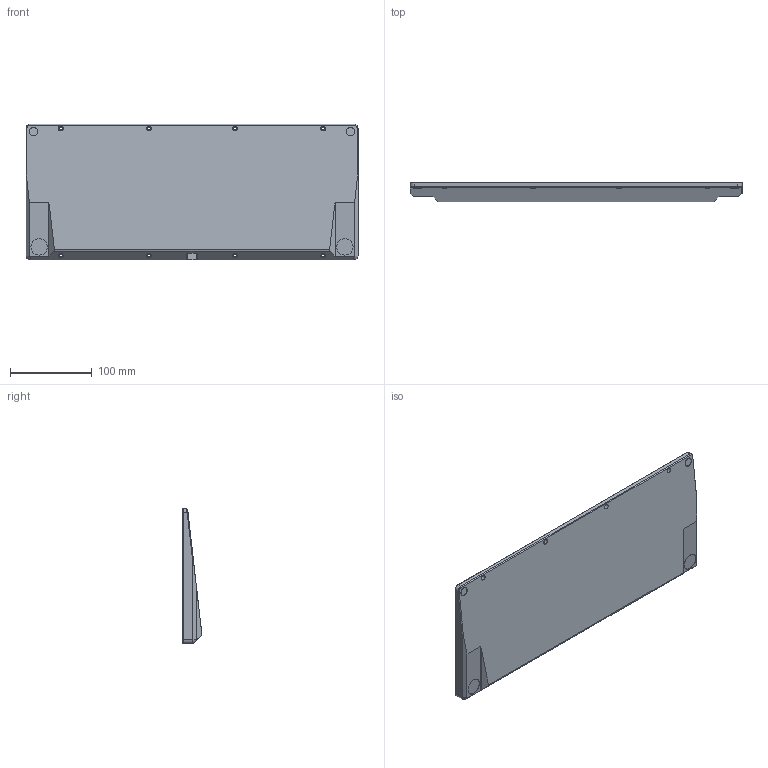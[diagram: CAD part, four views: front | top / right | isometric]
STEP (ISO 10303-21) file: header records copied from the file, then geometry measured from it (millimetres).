
FILE_DESCRIPTION(/* description */ ('Alibre Inc.'),/* implementation_level */ '2;1');
FILE_NAME(/* name */ 'export-AB746C73-56A8-47ED-AB4A-5FFACB2673A5',/* time_stamp */ '2023-02-16T00:07:51-05:00',/* author */ (''),/* organization */ (''),/* preprocessor_version */ 'ST-DEVELOPER v17',/* originating_system */ 'Alibre',/* authorisation */ '');
FILE_SCHEMA (('AUTOMOTIVE_DESIGN'));
Length unit declared in the file: millimetre
Bounding box: 405 x 23.96 x 165 mm (x, y, z)
Volume: 682024.9 mm3; surface area: 156100.7 mm2
Topology: 1 solids, 1 shells, 165 faces, 406 edges, 258 vertices
Faces by surface type: plane 80, cylinder 61, cone 18, bspline 6
Full cylindrical faces by diameter (mm): 2.5 x2, 3.4 x8, 6 x8, 10.5 x2, 20 x2
Entity records: 4921 total; most frequent: CARTESIAN_POINT 1157, ORIENTED_EDGE 740, DIRECTION 726, EDGE_CURVE 370, AXIS2_PLACEMENT_3D 292, VERTEX_POINT 248, FACE_BOUND 224, EDGE_LOOP 222
